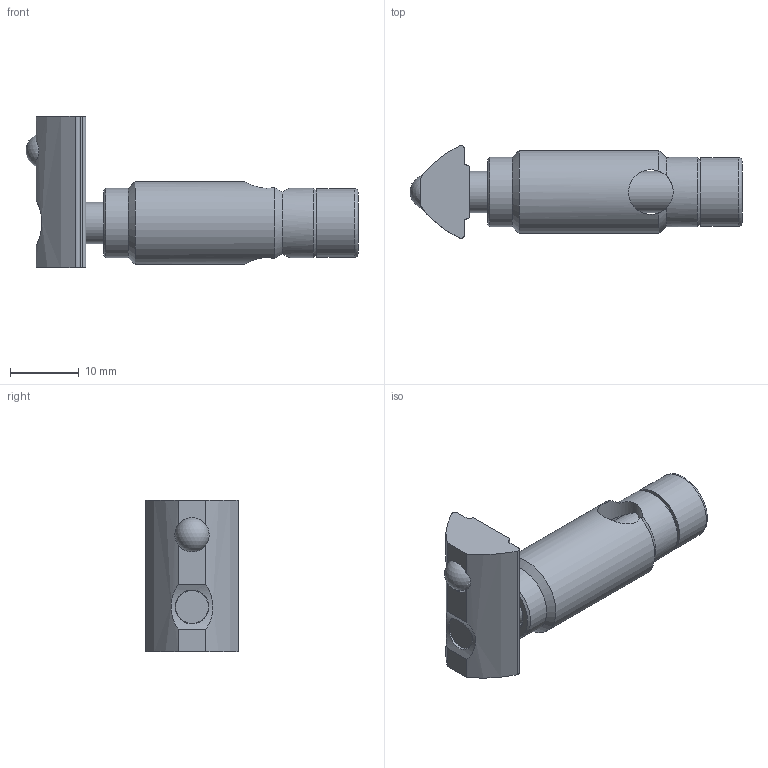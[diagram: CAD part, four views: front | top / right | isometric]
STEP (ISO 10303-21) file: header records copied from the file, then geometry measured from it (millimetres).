
FILE_DESCRIPTION(/* description */ ('STEP AP214'),/* implementation_level */ '2;1');
FILE_NAME(/* name */ '099G081E',/* time_stamp */ '2022-07-08T09:00:43+02:00',/* author */ ('License CC BY-ND 4.0'),/* organization */ ('CADENAS'),/* preprocessor_version */ 'ST-DEVELOPER v18.102',/* originating_system */ 'PARTsolutions',/* authorisation */ ' ');
FILE_SCHEMA (('AUTOMOTIVE_DESIGN {1 0 10303 214 3 1 1}'));
Length unit declared in the file: millimetre
Products named in the file (4): 099G081E; 099G081E-Nut; 099G081E-Screw; 099G081E-1
Assembly tree (3 placements, depth 2):
  099G081E
    099G081E-Nut
    099G081E-Screw
    099G081E-1
Bounding box: 48.28 x 13.5 x 22 mm (x, y, z)
Volume: 5080.9 mm3; surface area: 3902.5 mm2
Topology: 3 solids, 3 shells, 70 faces, 177 edges, 111 vertices
Faces by surface type: plane 38, cylinder 19, cone 10, torus 2, sphere 1
Full cylindrical faces by diameter (mm): 4.917 x2, 5 x1, 6 x1, 6.5 x1, 7 x1, 10 x1, 10.1 x2, 12 x1
Entity records: 2125 total; most frequent: CARTESIAN_POINT 471, DIRECTION 322, ORIENTED_EDGE 296, EDGE_CURVE 148, AXIS2_PLACEMENT_3D 126, VERTEX_POINT 105, FACE_BOUND 99, EDGE_LOOP 98
